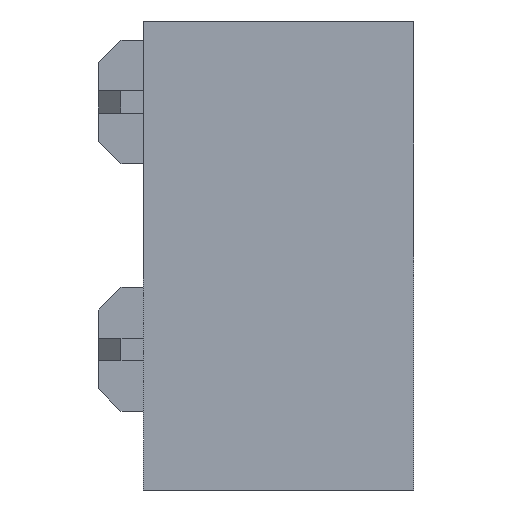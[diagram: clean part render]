
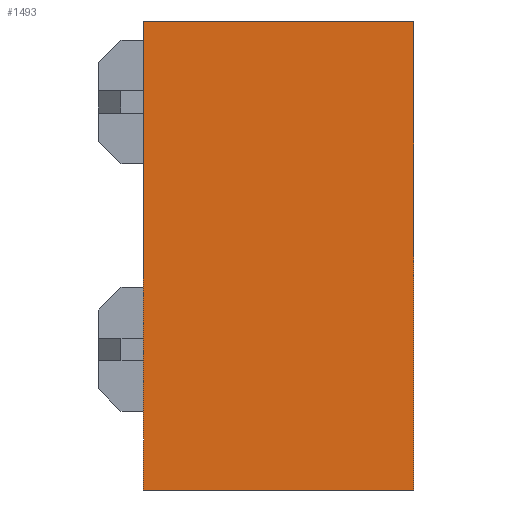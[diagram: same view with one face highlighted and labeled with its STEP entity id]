
A CAD part, front view. The second image highlights one B-rep face of the part: STEP entity #1493.
In plain terms, the highlighted planar face has unit normal (0, -1, 0).
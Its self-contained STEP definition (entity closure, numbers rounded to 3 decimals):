
#94=FACE_OUTER_BOUND('',#170,.T.);
#170=EDGE_LOOP('',(#1280,#1281,#1282,#1283));
#182=LINE('',#1946,#387);
#377=LINE('',#2344,#582);
#378=LINE('',#2346,#583);
#379=LINE('',#2347,#584);
#387=VECTOR('',#1583,10.);
#582=VECTOR('',#1922,10.);
#583=VECTOR('',#1923,10.);
#584=VECTOR('',#1924,10.);
#592=VERTEX_POINT('',#1943);
#593=VERTEX_POINT('',#1945);
#724=VERTEX_POINT('',#2343);
#725=VERTEX_POINT('',#2345);
#730=EDGE_CURVE('',#593,#592,#182,.T.);
#927=EDGE_CURVE('',#724,#592,#377,.T.);
#928=EDGE_CURVE('',#725,#724,#378,.T.);
#929=EDGE_CURVE('',#725,#593,#379,.T.);
#1280=ORIENTED_EDGE('',*,*,#927,.F.);
#1281=ORIENTED_EDGE('',*,*,#928,.F.);
#1282=ORIENTED_EDGE('',*,*,#929,.T.);
#1283=ORIENTED_EDGE('',*,*,#730,.T.);
#1418=PLANE('',#1572);
#1493=ADVANCED_FACE('',(#94),#1418,.T.);
#1572=AXIS2_PLACEMENT_3D('',#2342,#1920,#1921);
#1583=DIRECTION('',(0.,0.,1.));
#1920=DIRECTION('center_axis',(0.,-1.,0.));
#1921=DIRECTION('ref_axis',(0.,0.,1.));
#1922=DIRECTION('',(1.,0.,0.));
#1923=DIRECTION('',(0.,0.,1.));
#1924=DIRECTION('',(1.,0.,0.));
#1943=CARTESIAN_POINT('',(119.6,-5.1,42.253));
#1945=CARTESIAN_POINT('',(119.6,-5.1,21.453));
#1946=CARTESIAN_POINT('',(119.6,-5.1,37.053));
#2342=CARTESIAN_POINT('Origin',(115.6,-5.1,21.453));
#2343=CARTESIAN_POINT('',(107.6,-5.1,42.253));
#2344=CARTESIAN_POINT('',(115.6,-5.1,42.253));
#2345=CARTESIAN_POINT('',(107.6,-5.1,21.453));
#2346=CARTESIAN_POINT('',(107.6,-5.1,21.453));
#2347=CARTESIAN_POINT('',(115.6,-5.1,21.453));
